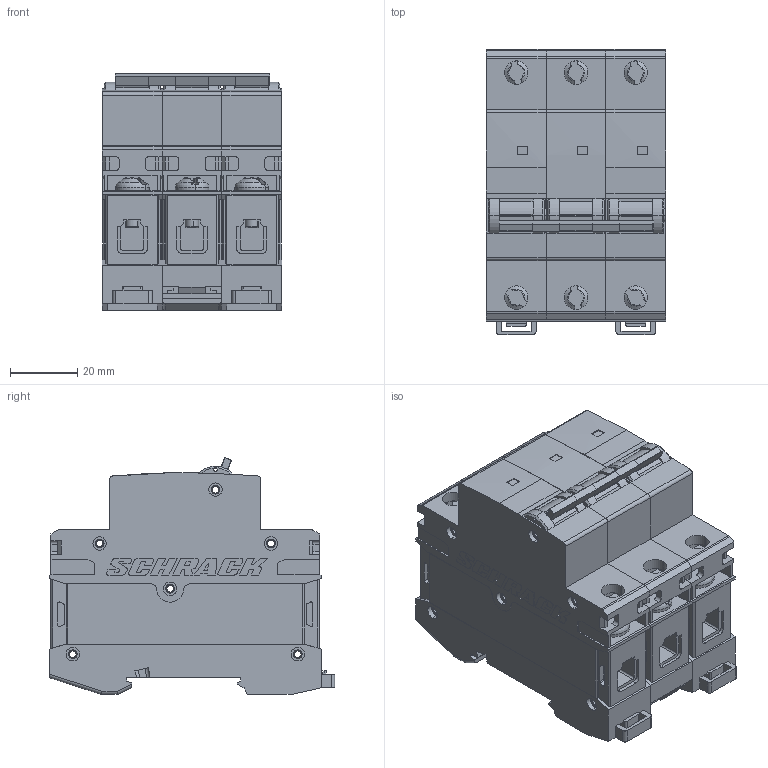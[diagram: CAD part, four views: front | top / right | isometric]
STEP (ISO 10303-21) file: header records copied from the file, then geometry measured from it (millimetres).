
FILE_DESCRIPTION (( 'STEP AP214' ), '1' );
FILE_NAME ('c_am019313--_3d .STEP', '2023-08-30T11:40:49', ( '' ), ( '' ), 'SwSTEP 2.0', 'SolidWorks 2021', '' );
FILE_SCHEMA (( 'AUTOMOTIVE_DESIGN' ));
Length unit declared in the file: millimetre
Products named in the file (5): AM017116 bez plavog; Small screw; AM017116; Part5^c_am019313--_3d ; c_am019313--_3d 
Assembly tree (10 placements, depth 2):
  c_am019313--_3d 
    AM017116  x2
    Small screw  x6
    AM017116 bez plavog
    Part5^c_am019313--_3d 
Bounding box: 53.4 x 85 x 70.58 mm (x, y, z)
Volume: 2270.5 mm3; surface area: 59672.8 mm2
Topology: 7 solids, 10 shells, 2406 faces, 6420 edges, 4136 vertices
Faces by surface type: plane 1463, cylinder 452, bspline 254, torus 216, cone 21
Entity records: 47971 total; most frequent: CARTESIAN_POINT 10620, ORIENTED_EDGE 8106, DIRECTION 7059, EDGE_CURVE 4053, LINE 2919, VECTOR 2919, VERTEX_POINT 2623, AXIS2_PLACEMENT_3D 2070
